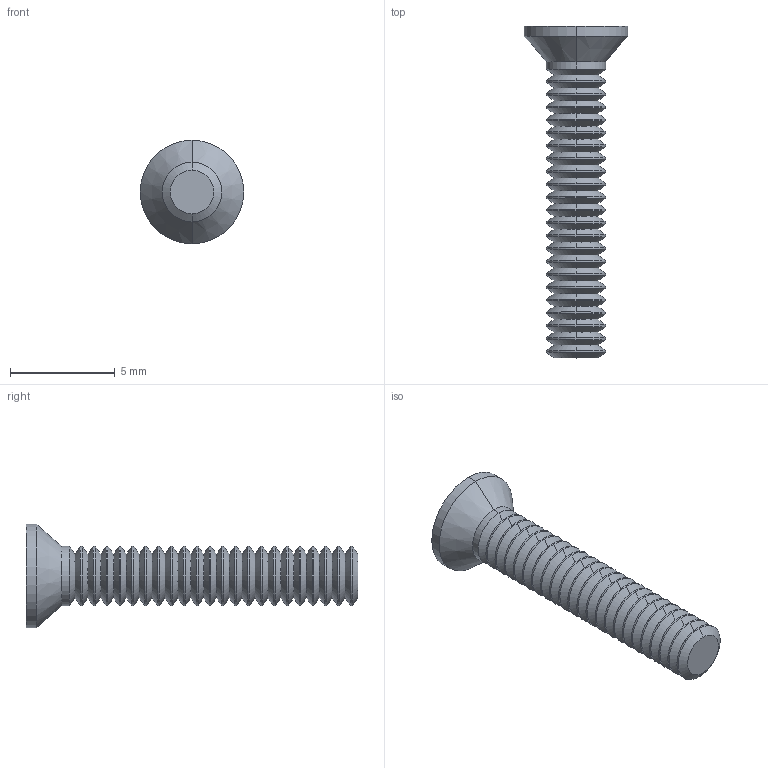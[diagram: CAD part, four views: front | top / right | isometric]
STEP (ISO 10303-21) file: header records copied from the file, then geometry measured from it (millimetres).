
FILE_DESCRIPTION (( 'STEP AP203' ), '1' );
FILE_NAME ('E3-X-1000-X-H-D-X-18_01_sldprt.STEP', '2016-06-02T17:08:19', ( 'Shusen Zhang' ), ( 'MathWorks' ), 'SwSTEP 2.0', 'SolidWorks 2015', '' );
FILE_SCHEMA (( 'CONFIG_CONTROL_DESIGN' ));
Length unit declared in the file: inch
Products named in the file (1): E3-X-1000-X-H-D-X-18_01_sldprt
Bounding box: 4.95 x 15.88 x 4.95 mm (x, y, z)
Volume: 90.3 mm3; surface area: 246.7 mm2
Topology: 1 solids, 1 shells, 155 faces, 342 edges, 190 vertices
Faces by surface type: cone 92, cylinder 48, plane 15
Entity records: 4277 total; most frequent: DIRECTION 828, CARTESIAN_POINT 688, ORIENTED_EDGE 684, EDGE_CURVE 342, AXIS2_PLACEMENT_3D 330, VERTEX_POINT 190, CIRCLE 174, LINE 168
